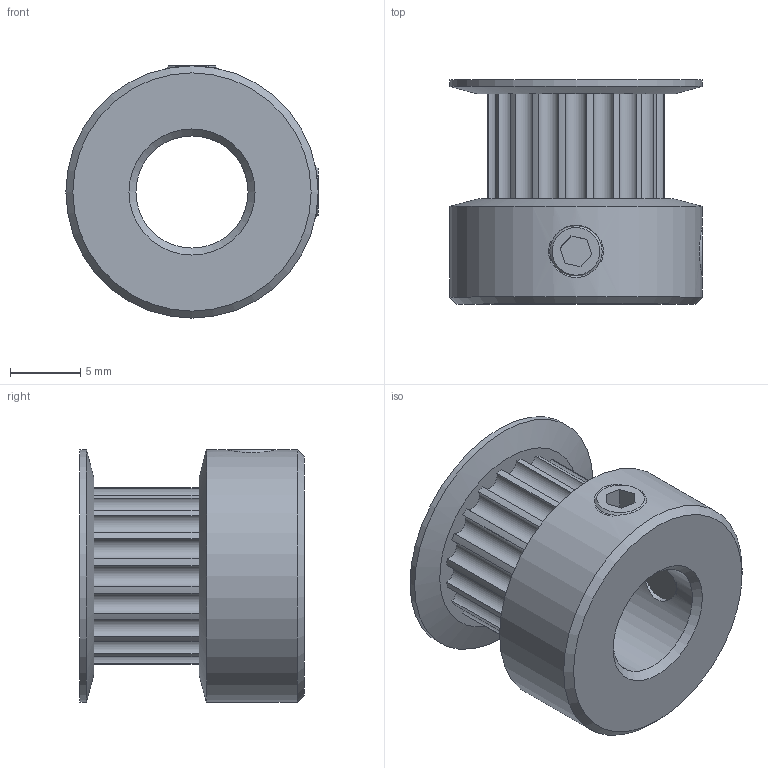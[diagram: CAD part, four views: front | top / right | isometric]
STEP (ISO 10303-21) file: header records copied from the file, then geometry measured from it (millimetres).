
FILE_DESCRIPTION(/* description */ (''),/* implementation_level */ '2;1');
FILE_NAME(/* name */ 'Polia GT2 × 20Dentes × FuroØ8 ×Largura6.stp',/* time_stamp */ '2017-12-04T23:01:57-02:00',/* author */ ('Adebott Projetos'),/* organization */ (''),/* preprocessor_version */ 'ST-DEVELOPER v16.1',/* originating_system */ 'Autodesk Inventor 2016',/* authorisation */ '');
FILE_SCHEMA (('AUTOMOTIVE_DESIGN { 1 0 10303 214 3 1 1 }'));
Length unit declared in the file: millimetre
Products named in the file (1): Polia GT2 × 20Dentes × FuroØ8 ×Largura6
Bounding box: 18 x 16 x 18 mm (x, y, z)
Volume: 2130.2 mm3; surface area: 2168.7 mm2
Topology: 3 solids, 3 shells, 80 faces, 207 edges, 135 vertices
Faces by surface type: cylinder 47, plane 22, cone 9, bspline 2
Full cylindrical faces by diameter (mm): 3.242 x2, 3.9 x2, 8 x1, 18 x2
Entity records: 2720 total; most frequent: CARTESIAN_POINT 669, DIRECTION 434, ORIENTED_EDGE 366, EDGE_CURVE 183, AXIS2_PLACEMENT_3D 178, VERTEX_POINT 129, EDGE_LOOP 106, CIRCLE 99
